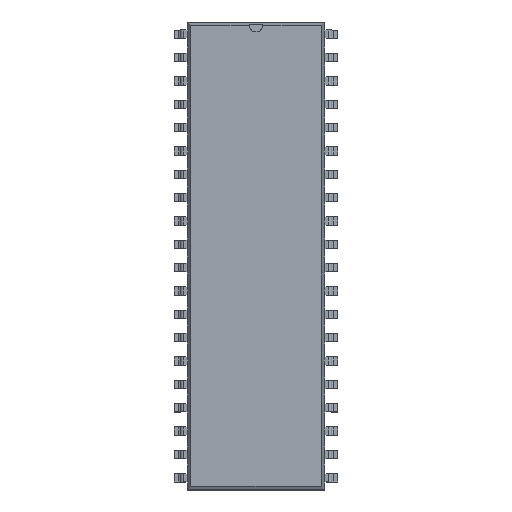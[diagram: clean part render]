
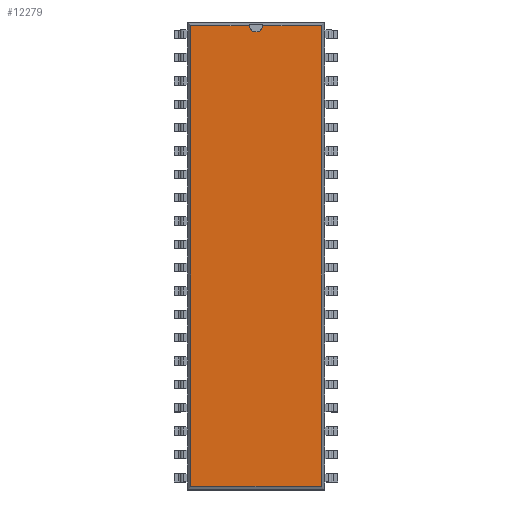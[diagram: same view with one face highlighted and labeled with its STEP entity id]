
A CAD part, top view. The second image highlights one B-rep face of the part: STEP entity #12279.
In plain terms, the highlighted planar face has unit normal (0, 0, 1).
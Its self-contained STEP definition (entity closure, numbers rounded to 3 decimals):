
#27=VECTOR('',#28,1.);
#28=DIRECTION('',(0.,1.,0.));
#34=VECTOR('',#35,1.);
#35=DIRECTION('',(-1.,0.,0.));
#41=VECTOR('',#42,1.);
#42=DIRECTION('',(0.,-1.,0.));
#46=VECTOR('',#47,1.);
#47=DIRECTION('',(1.,0.,0.));
#50=DIRECTION('',(0.,0.,-1.));
#2175=DIRECTION('',(0.,0.,-1.));
#8225=VERTEX_POINT('',#8226);
#8226=CARTESIAN_POINT('',(7.106,25.061,3.68));
#8228=ORIENTED_EDGE('',*,*,#8229,.F.);
#8229=EDGE_CURVE('',#8230,#8225,#8232,.T.);
#8230=VERTEX_POINT('',#8231);
#8231=CARTESIAN_POINT('',(7.106,-25.061,3.68));
#8232=LINE('',#8231,#27);
#10202=VERTEX_POINT('',#10203);
#10203=CARTESIAN_POINT('',(-7.106,25.061,3.68));
#10205=ORIENTED_EDGE('',*,*,#10206,.F.);
#10206=EDGE_CURVE('',#10207,#10202,#10209,.T.);
#10207=VERTEX_POINT('',#10208);
#10208=CARTESIAN_POINT('',(-0.746,25.061,3.68));
#10209=LINE('',#8226,#34);
#10228=VERTEX_POINT('',#10229);
#10229=CARTESIAN_POINT('',(0.746,25.061,3.68));
#10235=ORIENTED_EDGE('',*,*,#10236,.F.);
#10236=EDGE_CURVE('',#8225,#10228,#10209,.T.);
#10304=VERTEX_POINT('',#10305);
#10305=CARTESIAN_POINT('',(-7.106,-25.061,3.68));
#10307=ORIENTED_EDGE('',*,*,#10308,.F.);
#10308=EDGE_CURVE('',#10202,#10304,#10309,.T.);
#10309=LINE('',#10203,#41);
#12274=ORIENTED_EDGE('',*,*,#12275,.F.);
#12275=EDGE_CURVE('',#10304,#8230,#12276,.T.);
#12276=LINE('',#10305,#46);
#12279=ADVANCED_FACE('',(#12280),#12291,.F.);
#12280=FACE_BOUND('',#12281,.F.);
#12281=EDGE_LOOP('',(#8228,#12274,#10307,#10205,#12282,#12289,#10235));
#12282=ORIENTED_EDGE('',*,*,#12283,.F.);
#12283=EDGE_CURVE('',#12284,#10207,#12286,.T.);
#12284=VERTEX_POINT('',#12285);
#12285=CARTESIAN_POINT('',(0.,24.386,3.68));
#12286=CIRCLE('',#12287,0.75);
#12287=AXIS2_PLACEMENT_3D('',#12288,#2175,#42);
#12288=CARTESIAN_POINT('',(0.,25.136,3.68));
#12289=ORIENTED_EDGE('',*,*,#12290,.F.);
#12290=EDGE_CURVE('',#10228,#12284,#12286,.T.);
#12291=PLANE('',#12292);
#12292=AXIS2_PLACEMENT_3D('',#8231,#50,#12293);
#12293=DIRECTION('',(-0.273,0.962,0.));
